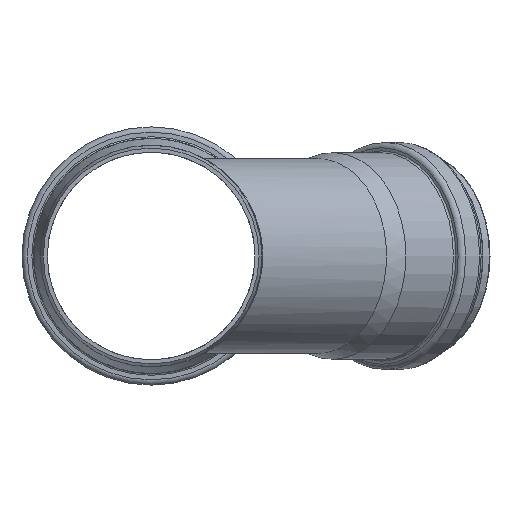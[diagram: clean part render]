
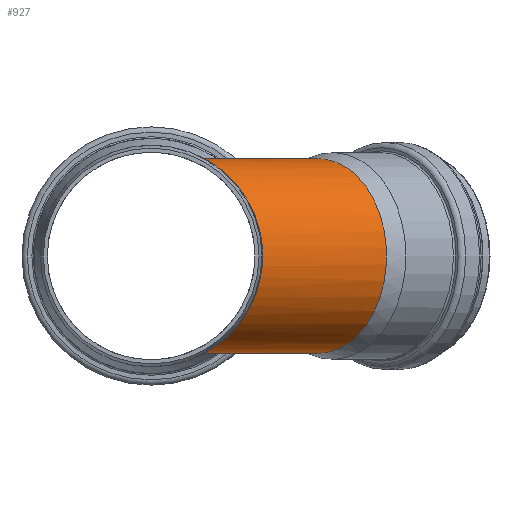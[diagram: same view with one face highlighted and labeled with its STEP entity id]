
A CAD part, front view. The second image highlights one B-rep face of the part: STEP entity #927.
In plain terms, the highlighted cylindrical face has radius 55 mm (diameter 110 mm), a partial arc.
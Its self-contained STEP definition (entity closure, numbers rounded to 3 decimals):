
#136=CIRCLE('',#997,55.);
#206=CYLINDRICAL_SURFACE('',#1008,55.);
#235=FACE_OUTER_BOUND('',#318,.T.);
#318=EDGE_LOOP('',(#763,#764,#765,#766));
#444=B_SPLINE_CURVE_WITH_KNOTS('',3,(#1742,#1743,#1744,#1745,#1746,#1747,
#1748,#1749,#1750,#1751,#1752,#1753,#1754,#1755,#1756,#1757,#1758,#1759,
#1760,#1761,#1762,#1763,#1764,#1765,#1766,#1767,#1768,#1769,#1770,#1771,
#1772,#1773),.UNSPECIFIED.,.F.,.F.,(4,1,1,1,1,1,1,1,1,1,1,1,1,1,1,1,1,1,
1,1,1,1,1,1,1,1,1,1,1,4),(0.416,1.857,3.3,
6.185,8.108,10.032,10.994,11.955,
12.596,13.238,13.879,14.841,15.802,
17.726,19.649,21.573,23.496,25.42,
26.381,27.343,28.305,29.267,29.748,
30.228,31.19,33.114,35.037,37.922,
39.365,40.806),.UNSPECIFIED.);
#449=B_SPLINE_CURVE_WITH_KNOTS('',3,(#1859,#1860,#1861,#1862,#1863,#1864),
 .UNSPECIFIED.,.F.,.F.,(4,2,4),(0.,0.017,0.029),
 .UNSPECIFIED.);
#477=B_SPLINE_CURVE_WITH_KNOTS('',3,(#2350,#2351,#2352,#2353,#2354,#2355,
#2356,#2357),.UNSPECIFIED.,.F.,.F.,(4,2,2,4),(1.037,1.047,
1.061,1.077),.UNSPECIFIED.);
#484=VERTEX_POINT('',#1715);
#485=VERTEX_POINT('',#1741);
#486=VERTEX_POINT('',#1823);
#509=VERTEX_POINT('',#2345);
#579=EDGE_CURVE('',#484,#485,#444,.T.);
#584=EDGE_CURVE('',#486,#485,#449,.T.);
#612=EDGE_CURVE('',#484,#509,#477,.T.);
#616=EDGE_CURVE('',#509,#486,#136,.T.);
#763=ORIENTED_EDGE('',*,*,#612,.T.);
#764=ORIENTED_EDGE('',*,*,#616,.T.);
#765=ORIENTED_EDGE('',*,*,#584,.T.);
#766=ORIENTED_EDGE('',*,*,#579,.F.);
#927=ADVANCED_FACE('',(#235),#206,.T.);
#997=AXIS2_PLACEMENT_3D('',#2364,#1143,#1144);
#1008=AXIS2_PLACEMENT_3D('',#2480,#1165,#1166);
#1143=DIRECTION('center_axis',(-0.707,-0.707,0.));
#1144=DIRECTION('ref_axis',(0.707,-0.707,0.));
#1165=DIRECTION('center_axis',(-0.707,-0.707,0.));
#1166=DIRECTION('ref_axis',(0.707,-0.707,0.));
#1715=CARTESIAN_POINT('',(59.392,231.401,-25.375));
#1741=CARTESIAN_POINT('',(59.392,231.401,25.375));
#1742=CARTESIAN_POINT('Ctrl Pts',(59.392,231.401,-25.375));
#1743=CARTESIAN_POINT('Ctrl Pts',(58.033,227.906,-28.279));
#1744=CARTESIAN_POINT('Ctrl Pts',(55.117,220.366,-33.343));
#1745=CARTESIAN_POINT('Ctrl Pts',(48.996,204.153,-41.36));
#1746=CARTESIAN_POINT('Ctrl Pts',(42.26,185.549,-47.53));
#1747=CARTESIAN_POINT('Ctrl Pts',(35.632,164.754,-52.099));
#1748=CARTESIAN_POINT('Ctrl Pts',(31.752,149.441,-54.223));
#1749=CARTESIAN_POINT('Ctrl Pts',(30.019,136.869,-55.05));
#1750=CARTESIAN_POINT('Ctrl Pts',(29.966,128.399,-55.019));
#1751=CARTESIAN_POINT('Ctrl Pts',(31.191,121.154,-54.314));
#1752=CARTESIAN_POINT('Ctrl Pts',(33.267,115.333,-53.081));
#1753=CARTESIAN_POINT('Ctrl Pts',(36.744,109.288,-50.809));
#1754=CARTESIAN_POINT('Ctrl Pts',(41.633,103.615,-47.045));
#1755=CARTESIAN_POINT('Ctrl Pts',(49.228,96.989,-39.593));
#1756=CARTESIAN_POINT('Ctrl Pts',(57.571,91.374,-27.362));
#1757=CARTESIAN_POINT('Ctrl Pts',(63.171,88.018,-9.511));
#1758=CARTESIAN_POINT('Ctrl Pts',(63.168,88.017,9.51));
#1759=CARTESIAN_POINT('Ctrl Pts',(57.575,91.376,27.361));
#1760=CARTESIAN_POINT('Ctrl Pts',(49.228,96.987,39.592));
#1761=CARTESIAN_POINT('Ctrl Pts',(41.634,103.616,47.044));
#1762=CARTESIAN_POINT('Ctrl Pts',(36.132,109.991,51.281));
#1763=CARTESIAN_POINT('Ctrl Pts',(31.879,118.061,53.931));
#1764=CARTESIAN_POINT('Ctrl Pts',(30.272,125.794,54.837));
#1765=CARTESIAN_POINT('Ctrl Pts',(29.992,132.106,55.03));
#1766=CARTESIAN_POINT('Ctrl Pts',(30.234,138.438,54.948));
#1767=CARTESIAN_POINT('Ctrl Pts',(31.755,149.441,54.221));
#1768=CARTESIAN_POINT('Ctrl Pts',(35.63,164.753,52.1));
#1769=CARTESIAN_POINT('Ctrl Pts',(42.261,185.548,47.53));
#1770=CARTESIAN_POINT('Ctrl Pts',(48.995,204.152,41.36));
#1771=CARTESIAN_POINT('Ctrl Pts',(55.117,220.366,33.343));
#1772=CARTESIAN_POINT('Ctrl Pts',(58.033,227.906,28.279));
#1773=CARTESIAN_POINT('Ctrl Pts',(59.392,231.401,25.375));
#1823=CARTESIAN_POINT('',(59.542,231.376,25.61));
#1859=CARTESIAN_POINT('Ctrl Pts',(59.542,231.376,25.61));
#1860=CARTESIAN_POINT('Ctrl Pts',(59.523,231.395,25.559));
#1861=CARTESIAN_POINT('Ctrl Pts',(59.498,231.409,25.508));
#1862=CARTESIAN_POINT('Ctrl Pts',(59.444,231.413,25.429));
#1863=CARTESIAN_POINT('Ctrl Pts',(59.419,231.41,25.4));
#1864=CARTESIAN_POINT('Ctrl Pts',(59.392,231.401,25.375));
#2345=CARTESIAN_POINT('',(59.542,231.376,-25.61));
#2350=CARTESIAN_POINT('Ctrl Pts',(59.392,231.401,-25.375));
#2351=CARTESIAN_POINT('Ctrl Pts',(59.409,231.406,-25.391));
#2352=CARTESIAN_POINT('Ctrl Pts',(59.425,231.41,-25.408));
#2353=CARTESIAN_POINT('Ctrl Pts',(59.461,231.413,-25.453));
#2354=CARTESIAN_POINT('Ctrl Pts',(59.48,231.411,-25.481));
#2355=CARTESIAN_POINT('Ctrl Pts',(59.514,231.399,-25.543));
#2356=CARTESIAN_POINT('Ctrl Pts',(59.529,231.389,-25.577));
#2357=CARTESIAN_POINT('Ctrl Pts',(59.542,231.376,-25.61));
#2364=CARTESIAN_POINT('Origin',(93.959,196.959,0.));
#2480=CARTESIAN_POINT('Origin',(46.979,149.979,0.));
